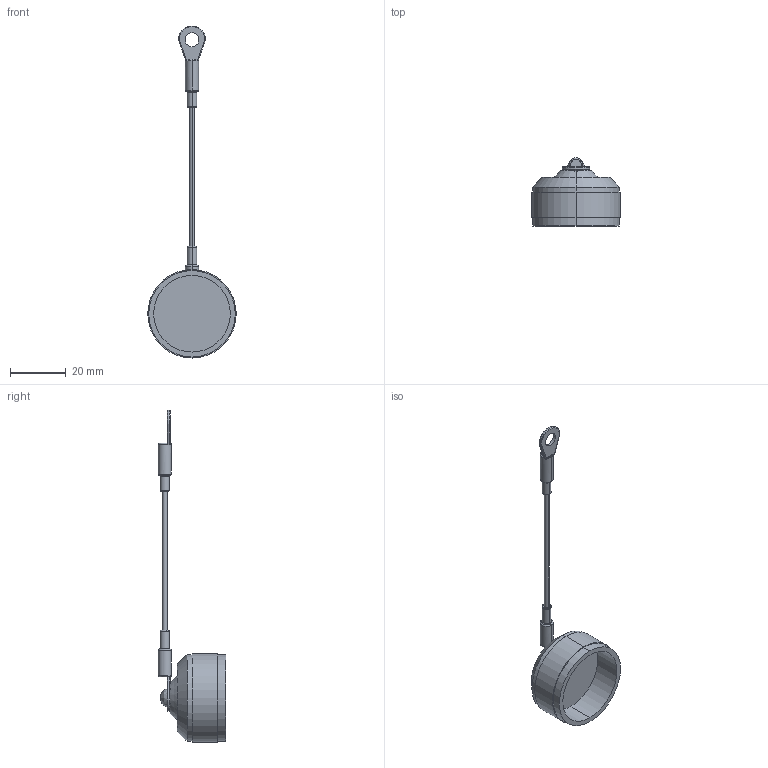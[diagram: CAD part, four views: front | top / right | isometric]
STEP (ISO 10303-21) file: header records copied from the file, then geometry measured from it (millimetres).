
FILE_DESCRIPTION (( 'STEP AP214' ), '1' );
FILE_NAME ('ECRU3209U00.STEP', '2018-02-12T15:17:52', ( '' ), ( '' ), 'SwSTEP 2.0', 'SolidWorks 2017', '' );
FILE_SCHEMA (( 'AUTOMOTIVE_DESIGN' ));
Length unit declared in the file: inch
Products named in the file (3): 3AB10-043-MA3; 3AB10-043-MA6; ECRU3209U00
Assembly tree (2 placements, depth 2):
  ECRU3209U00
    3AB10-043-MA3
    3AB10-043-MA6
Bounding box: 31.75 x 24.31 x 119.21 mm (x, y, z)
Volume: 8339.1 mm3; surface area: 5340.8 mm2
Topology: 4 solids, 4 shells, 93 faces, 204 edges, 125 vertices
Faces by surface type: cylinder 38, plane 27, torus 22, cone 4, bspline 2
Entity records: 3264 total; most frequent: CARTESIAN_POINT 637, DIRECTION 460, ORIENTED_EDGE 404, EDGE_CURVE 202, AXIS2_PLACEMENT_3D 198, VERTEX_POINT 125, EDGE_LOOP 105, CIRCLE 102
